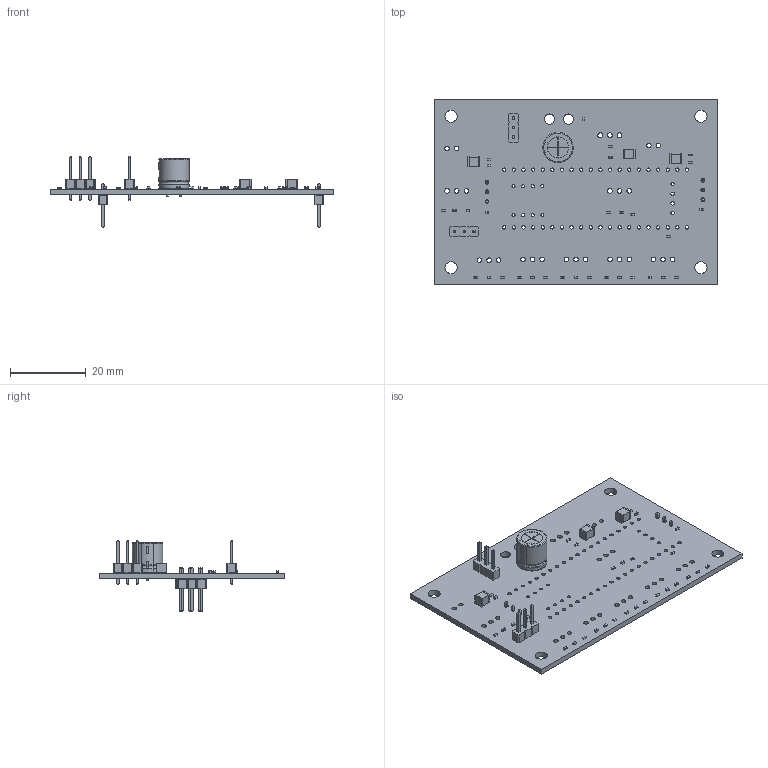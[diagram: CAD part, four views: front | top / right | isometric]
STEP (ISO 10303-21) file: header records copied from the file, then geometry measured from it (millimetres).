
FILE_DESCRIPTION(('KiCad electronic assembly'),'2;1');
FILE_NAME('Kamikazii.step','2026-01-21T01:40:21',('Pcbnew'),('Kicad'), 'Open CASCADE STEP processor 7.8','KiCad to STEP converter','Unknown' );
FILE_SCHEMA(('AUTOMOTIVE_DESIGN { 1 0 10303 214 1 1 1 1 }'));
Length unit declared in the file: millimetre
Products named in the file (8): Kamikazii 1; C_0402_1005Metric; PinHeader_1x03_P2.54mm_Vertical; LED_0402_1005Metric; R_0402_1005Metric; CP_Radial_D8.0mm_P3.50mm; C_1210_3225Metric; Kamikazii_PCB
Assembly tree (40 placements, depth 2):
  Kamikazii 1
    C_0402_1005Metric  x15
    PinHeader_1x03_P2.54mm_Vertical  x4
    LED_0402_1005Metric  x7
    R_0402_1005Metric  x9
    CP_Radial_D8.0mm_P3.50mm
    C_1210_3225Metric  x3
    Kamikazii_PCB
Bounding box: 75 x 49 x 18.76 mm (x, y, z)
Volume: 6060.6 mm3; surface area: 9216.7 mm2
Topology: 40 solids, 41 shells, 1552 faces, 4005 edges, 2605 vertices
Faces by surface type: plane 1077, cylinder 459, bspline 8, revolution 6, torus 2
Full cylindrical faces by diameter (mm): 0.5 x2, 0.8 x2, 0.813 x8, 0.9 x44, 1 x12, 1.2 x25, 1.27 x3, 2.7 x2, 3.2 x4
Entity records: 14877 total; most frequent: CARTESIAN_POINT 2942, DIRECTION 2065, ORIENTED_EDGE 1942, EDGE_CURVE 971, AXIS2_PLACEMENT_3D 726, VERTEX_POINT 633, LINE 607, VECTOR 607
